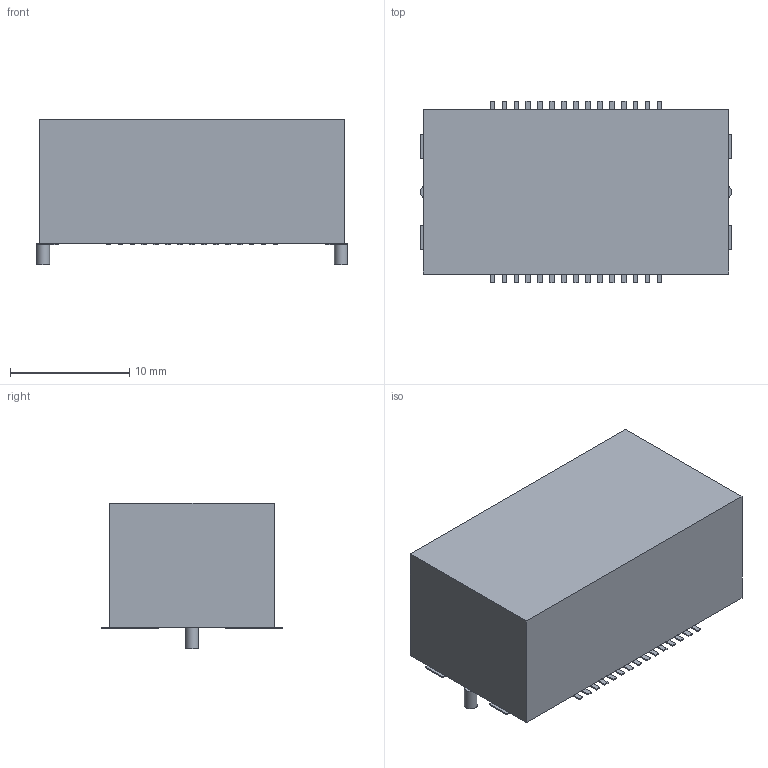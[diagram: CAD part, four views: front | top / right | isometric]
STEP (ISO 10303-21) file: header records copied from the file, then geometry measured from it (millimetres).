
FILE_DESCRIPTION(('FreeCAD Model'),'2;1');
FILE_NAME('16466281.1.4.stp','2023-02-08T05:23:50',( 'Author'),(''),'Open CASCADE STEP processor 6.9','FreeCAD','Unknown' );
FILE_SCHEMA(('AUTOMOTIVE_DESIGN { 1 0 10303 214 1 1 1 1 }'));
Length unit declared in the file: millimetre
Products named in the file (4): ASSEMBLY; Body; Pins; Lugs
Assembly tree (3 placements, depth 2):
  ASSEMBLY
    Body
    Pins
    Lugs
Bounding box: 26.14 x 15.2 x 12.25 mm (x, y, z)
Volume: 3700.2 mm3; surface area: 1668.8 mm2
Topology: 37 solids, 37 shells, 216 faces, 426 edges, 284 vertices
Faces by surface type: plane 214, cylinder 2
Full cylindrical faces by diameter (mm): 1.1 x2
Entity records: 11302 total; most frequent: CARTESIAN_POINT 1782, DIRECTION 1722, LINE 1270, VECTOR 1270, ORIENTED_EDGE 852, PCURVE 852, DEFINITIONAL_REPRESENTATION 852, EDGE_CURVE 426
